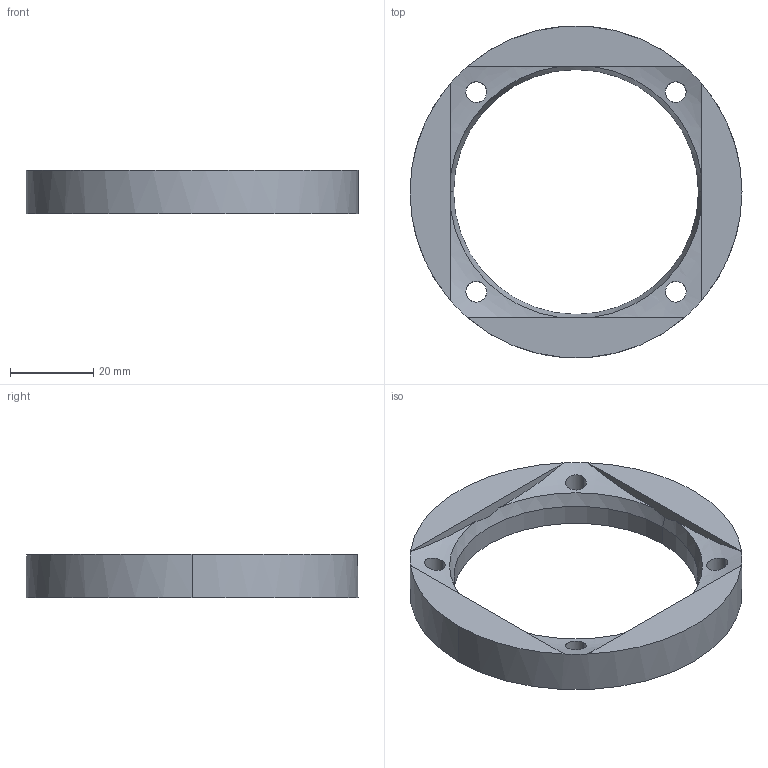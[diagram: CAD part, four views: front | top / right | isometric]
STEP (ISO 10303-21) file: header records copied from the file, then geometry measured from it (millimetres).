
FILE_DESCRIPTION (( 'STEP AP214' ), '1' );
FILE_NAME ('J2 Spacer PSES.STEP', '2022-12-25T22:08:57', ( '' ), ( '' ), 'SwSTEP 2.0', 'SolidWorks 2021', '' );
FILE_SCHEMA (( 'AUTOMOTIVE_DESIGN' ));
Length unit declared in the file: millimetre
Products named in the file (1): J2 Spacer PSES
Bounding box: 80 x 80 x 10.5 mm (x, y, z)
Volume: 21501.7 mm3; surface area: 9373.5 mm2
Topology: 1 solids, 1 shells, 27 faces, 68 edges, 42 vertices
Faces by surface type: cylinder 12, plane 9, torus 4, cone 2
Entity records: 1188 total; most frequent: CARTESIAN_POINT 506, ORIENTED_EDGE 136, DIRECTION 130, EDGE_CURVE 68, AXIS2_PLACEMENT_3D 56, VERTEX_POINT 42, EDGE_LOOP 36, CIRCLE 28
